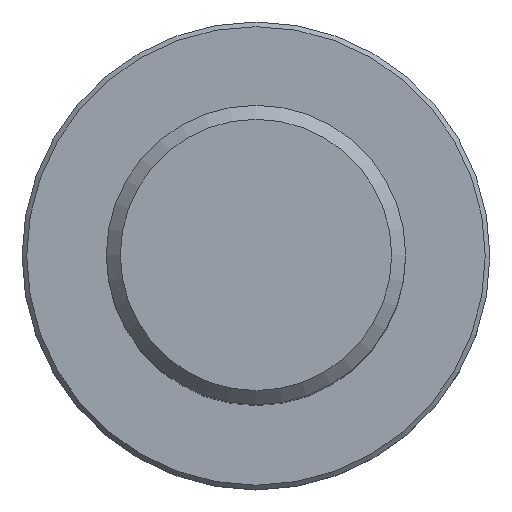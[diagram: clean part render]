
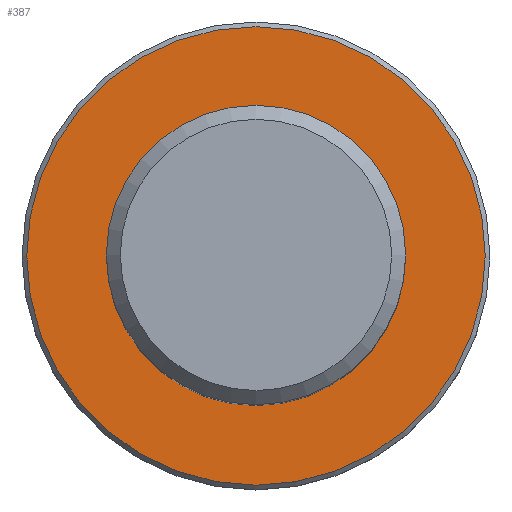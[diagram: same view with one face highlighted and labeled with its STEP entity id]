
A CAD part, top view. The second image highlights one B-rep face of the part: STEP entity #387.
In plain terms, the highlighted planar face has unit normal (0, 0, 1).
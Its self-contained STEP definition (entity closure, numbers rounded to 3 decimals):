
#122=PLANE('',#878);
#157=EDGE_LOOP('',(#223));
#158=EDGE_LOOP('',(#224));
#223=ORIENTED_EDGE('',*,*,#288,.F.);
#224=ORIENTED_EDGE('',*,*,#287,.T.);
#287=EDGE_CURVE('',#523,#523,#320,.T.);
#288=EDGE_CURVE('',#524,#524,#321,.T.);
#320=CIRCLE('',#875,24.5);
#321=CIRCLE('',#877,15.996);
#387=ADVANCED_FACE('',(#450,#451),#122,.T.);
#450=FACE_BOUND('',#157,.T.);
#451=FACE_BOUND('',#158,.T.);
#523=VERTEX_POINT('',#2028);
#524=VERTEX_POINT('',#2031);
#875=AXIS2_PLACEMENT_3D('',#2027,#1051,#1052);
#877=AXIS2_PLACEMENT_3D('',#2030,#1055,#1056);
#878=AXIS2_PLACEMENT_3D('',#2032,#1057,#1058);
#1051=DIRECTION('',(0.,0.,1.));
#1052=DIRECTION('',(-1.,0.,0.));
#1055=DIRECTION('',(0.,0.,1.));
#1056=DIRECTION('',(1.,0.,0.));
#1057=DIRECTION('',(0.,0.,1.));
#1058=DIRECTION('',(1.,0.,0.));
#2027=CARTESIAN_POINT('',(0.,0.,0.));
#2028=CARTESIAN_POINT('',(-24.5,0.,0.));
#2030=CARTESIAN_POINT('',(0.,0.,0.));
#2031=CARTESIAN_POINT('',(15.996,0.,0.));
#2032=CARTESIAN_POINT('',(24.5,0.,0.));
